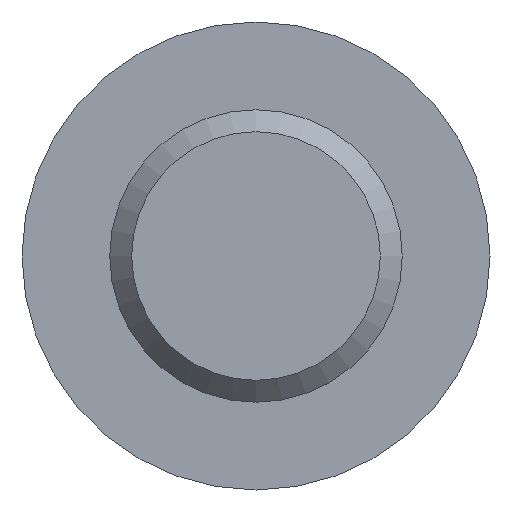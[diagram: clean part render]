
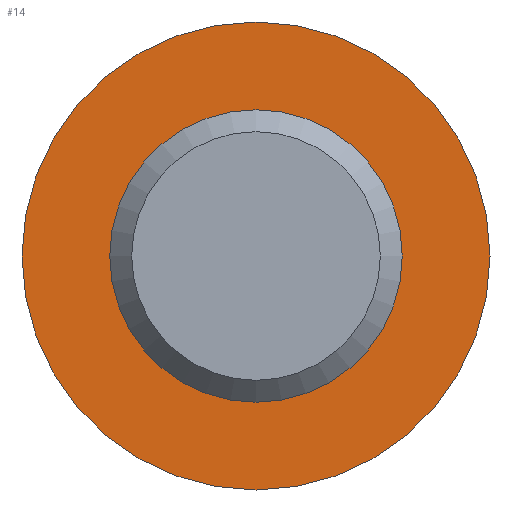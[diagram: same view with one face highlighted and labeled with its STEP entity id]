
A CAD part, front view. The second image highlights one B-rep face of the part: STEP entity #14.
In plain terms, the highlighted planar face has unit normal (0, -1, 0).
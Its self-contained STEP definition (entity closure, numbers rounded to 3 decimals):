
#1 = CIRCLE ( 'NONE', #189, 8. ) ;
#2 = CARTESIAN_POINT ( 'NONE',  ( 0., 90., 0. ) ) ;
#12 = VERTEX_POINT ( 'NONE', #422 ) ;
#14 = ADVANCED_FACE ( 'NONE', ( #233, #484 ), #360, .F. ) ;
#71 = CIRCLE ( 'NONE', #343, 5. ) ;
#112 = DIRECTION ( 'NONE',  ( 0., 1., 0. ) ) ;
#164 = DIRECTION ( 'NONE',  ( 0., -1., 0. ) ) ;
#173 = CARTESIAN_POINT ( 'NONE',  ( 0., 90., 0. ) ) ;
#189 = AXIS2_PLACEMENT_3D ( 'NONE', #173, #314, #240 ) ;
#210 = VERTEX_POINT ( 'NONE', #287 ) ;
#228 = CARTESIAN_POINT ( 'NONE',  ( -5., 90., 0. ) ) ;
#233 = FACE_BOUND ( 'NONE', #363, .T. ) ;
#240 = DIRECTION ( 'NONE',  ( 0., 0., -1. ) ) ;
#244 = ORIENTED_EDGE ( 'NONE', *, *, #324, .F. ) ;
#264 = DIRECTION ( 'NONE',  ( 0., 0., 1. ) ) ;
#287 = CARTESIAN_POINT ( 'NONE',  ( 0., 90., -5. ) ) ;
#314 = DIRECTION ( 'NONE',  ( 0., -1., 0. ) ) ;
#324 = EDGE_CURVE ( 'NONE', #210, #210, #71, .T. ) ;
#328 = EDGE_CURVE ( 'NONE', #12, #12, #1, .T. ) ;
#343 = AXIS2_PLACEMENT_3D ( 'NONE', #2, #164, #359 ) ;
#359 = DIRECTION ( 'NONE',  ( 0., 0., -1. ) ) ;
#360 = PLANE ( 'NONE',  #410 ) ;
#363 = EDGE_LOOP ( 'NONE', ( #244 ) ) ;
#410 = AXIS2_PLACEMENT_3D ( 'NONE', #228, #112, #264 ) ;
#412 = ORIENTED_EDGE ( 'NONE', *, *, #328, .T. ) ;
#422 = CARTESIAN_POINT ( 'NONE',  ( 0., 90., -8. ) ) ;
#442 = EDGE_LOOP ( 'NONE', ( #412 ) ) ;
#484 = FACE_OUTER_BOUND ( 'NONE', #442, .T. ) ;
